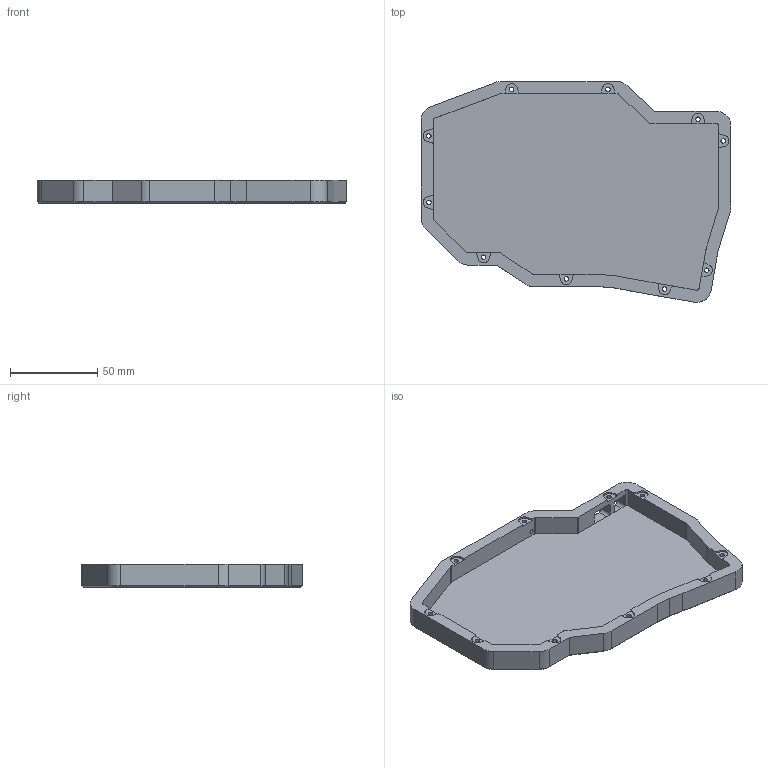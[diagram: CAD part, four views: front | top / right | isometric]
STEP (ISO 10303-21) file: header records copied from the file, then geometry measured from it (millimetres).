
FILE_DESCRIPTION(/* description */ (''),/* implementation_level */ '2;1');
FILE_NAME(/* name */ 'Spleeb Left Bottom.step',/* time_stamp */ '2022-12-30T16:38:36-08:00',/* author */ (''),/* organization */ (''),/* preprocessor_version */ 'ST-DEVELOPER v19.2',/* originating_system */ 'Autodesk Translation Framework v11.17.0.187',/* authorisation */ '');
FILE_SCHEMA (('AUTOMOTIVE_DESIGN { 1 0 10303 214 3 1 1 }'));
Length unit declared in the file: millimetre
Products named in the file (1): Left Bottom
Bounding box: 177.85 x 126.75 x 13.3 mm (x, y, z)
Volume: 75376.6 mm3; surface area: 50980.8 mm2
Topology: 1 solids, 1 shells, 183 faces, 510 edges, 327 vertices
Faces by surface type: plane 89, cylinder 74, cone 20
Full cylindrical faces by diameter (mm): 2.5 x1, 2.6 x10
Entity records: 5957 total; most frequent: DIRECTION 1050, CARTESIAN_POINT 1031, ORIENTED_EDGE 1020, EDGE_CURVE 510, AXIS2_PLACEMENT_3D 358, LINE 334, VECTOR 334, VERTEX_POINT 327
